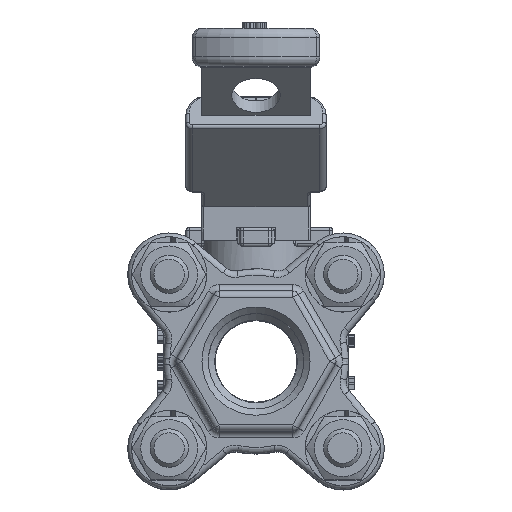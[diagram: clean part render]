
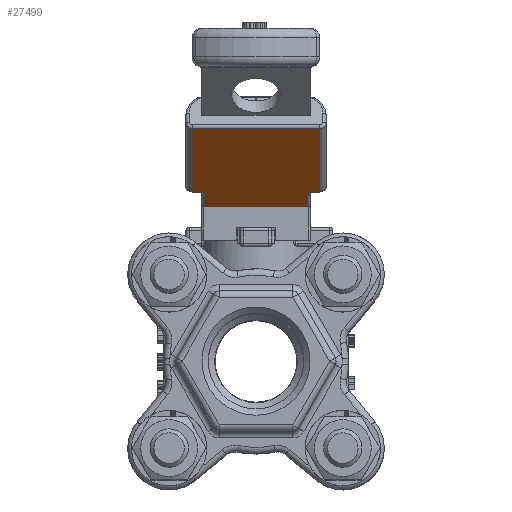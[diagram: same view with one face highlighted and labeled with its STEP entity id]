
A CAD part, top view. The second image highlights one B-rep face of the part: STEP entity #27499.
In plain terms, the highlighted planar face has unit normal (0, -0.719, 0.695).
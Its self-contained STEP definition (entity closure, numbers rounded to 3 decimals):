
#2324=FACE_OUTER_BOUND('',#3933,.T.);
#3933=EDGE_LOOP('',(#17367,#17368,#17369,#17370,#17371,#17372,#17373,#17374,
#17375,#17376));
#5675=CIRCLE('',#29106,1.);
#5693=CIRCLE('',#29136,1.);
#6539=LINE('',#37296,#8568);
#6559=LINE('',#37386,#8588);
#6561=LINE('',#37389,#8590);
#6572=LINE('',#37441,#8601);
#6579=LINE('',#37503,#8608);
#6588=LINE('',#37525,#8617);
#6589=LINE('',#37529,#8618);
#6590=LINE('',#37530,#8619);
#8568=VECTOR('',#31172,16.);
#8588=VECTOR('',#31262,1.);
#8590=VECTOR('',#31266,2.5);
#8601=VECTOR('',#31309,1.);
#8608=VECTOR('',#31358,2.5);
#8617=VECTOR('',#31381,14.);
#8618=VECTOR('',#31386,14.);
#8619=VECTOR('',#31387,20.);
#10607=VERTEX_POINT('',#37293);
#10608=VERTEX_POINT('',#37295);
#10621=VERTEX_POINT('',#37338);
#10622=VERTEX_POINT('',#37340);
#10633=VERTEX_POINT('',#37379);
#10644=VERTEX_POINT('',#37428);
#10645=VERTEX_POINT('',#37429);
#10648=VERTEX_POINT('',#37437);
#10670=VERTEX_POINT('',#37524);
#10671=VERTEX_POINT('',#37528);
#13167=EDGE_CURVE('',#10607,#10608,#6539,.T.);
#13189=EDGE_CURVE('',#10621,#10622,#5675,.T.);
#13208=EDGE_CURVE('',#10633,#10621,#6559,.T.);
#13210=EDGE_CURVE('',#10622,#10607,#6561,.T.);
#13226=EDGE_CURVE('',#10644,#10645,#5693,.T.);
#13232=EDGE_CURVE('',#10645,#10648,#6572,.T.);
#13255=EDGE_CURVE('',#10608,#10644,#6579,.T.);
#13266=EDGE_CURVE('',#10670,#10648,#6588,.T.);
#13268=EDGE_CURVE('',#10671,#10633,#6589,.T.);
#13269=EDGE_CURVE('',#10670,#10671,#6590,.T.);
#17367=ORIENTED_EDGE('',*,*,#13208,.F.);
#17368=ORIENTED_EDGE('',*,*,#13268,.F.);
#17369=ORIENTED_EDGE('',*,*,#13269,.F.);
#17370=ORIENTED_EDGE('',*,*,#13266,.T.);
#17371=ORIENTED_EDGE('',*,*,#13232,.F.);
#17372=ORIENTED_EDGE('',*,*,#13226,.F.);
#17373=ORIENTED_EDGE('',*,*,#13255,.F.);
#17374=ORIENTED_EDGE('',*,*,#13167,.F.);
#17375=ORIENTED_EDGE('',*,*,#13210,.F.);
#17376=ORIENTED_EDGE('',*,*,#13189,.F.);
#25207=PLANE('',#29171);
#27499=ADVANCED_FACE('',(#2324),#25207,.T.);
#29106=AXIS2_PLACEMENT_3D('',#37341,#31219,#31220);
#29136=AXIS2_PLACEMENT_3D('',#37430,#31296,#31297);
#29171=AXIS2_PLACEMENT_3D('',#37527,#31384,#31385);
#31172=DIRECTION('',(-1.,0.,0.));
#31219=DIRECTION('center_axis',(0.,-0.719,
0.695));
#31220=DIRECTION('ref_axis',(-0.707,0.492,0.508));
#31262=DIRECTION('',(-1.,0.,0.));
#31266=DIRECTION('',(0.,-0.695,-0.719));
#31296=DIRECTION('center_axis',(0.,-0.719,
0.695));
#31297=DIRECTION('ref_axis',(0.707,0.492,0.508));
#31309=DIRECTION('',(-1.,0.,0.));
#31358=DIRECTION('',(0.,0.695,0.719));
#31381=DIRECTION('',(0.,-0.695,-0.719));
#31384=DIRECTION('center_axis',(0.,-0.719,
0.695));
#31385=DIRECTION('ref_axis',(-1.,0.,0.));
#31386=DIRECTION('',(0.,-0.695,-0.719));
#31387=DIRECTION('',(1.,0.,0.));
#37293=CARTESIAN_POINT('',(8.,24.232,10.785));
#37295=CARTESIAN_POINT('',(-8.,24.232,10.785));
#37296=CARTESIAN_POINT('',(-4.25,24.232,10.785));
#37338=CARTESIAN_POINT('',(9.,26.665,13.3));
#37340=CARTESIAN_POINT('',(8.,25.97,12.581));
#37341=CARTESIAN_POINT('Origin',(9.,25.97,12.581));
#37379=CARTESIAN_POINT('',(10.,26.665,13.3));
#37386=CARTESIAN_POINT('',(5.001,26.665,13.3));
#37389=CARTESIAN_POINT('',(8.,30.49,17.253));
#37428=CARTESIAN_POINT('',(-8.,25.97,12.581));
#37429=CARTESIAN_POINT('',(-9.,26.665,13.3));
#37430=CARTESIAN_POINT('Origin',(-9.,25.97,12.581));
#37437=CARTESIAN_POINT('',(-10.,26.665,13.3));
#37441=CARTESIAN_POINT('',(5.001,26.665,13.3));
#37503=CARTESIAN_POINT('',(-8.,31.533,18.331));
#37524=CARTESIAN_POINT('',(-10.,36.4,23.362));
#37525=CARTESIAN_POINT('',(-10.,36.747,23.721));
#37527=CARTESIAN_POINT('Origin',(10.,36.747,23.721));
#37528=CARTESIAN_POINT('',(10.,36.4,23.362));
#37529=CARTESIAN_POINT('',(10.,36.747,23.721));
#37530=CARTESIAN_POINT('',(5.001,36.4,23.362));
